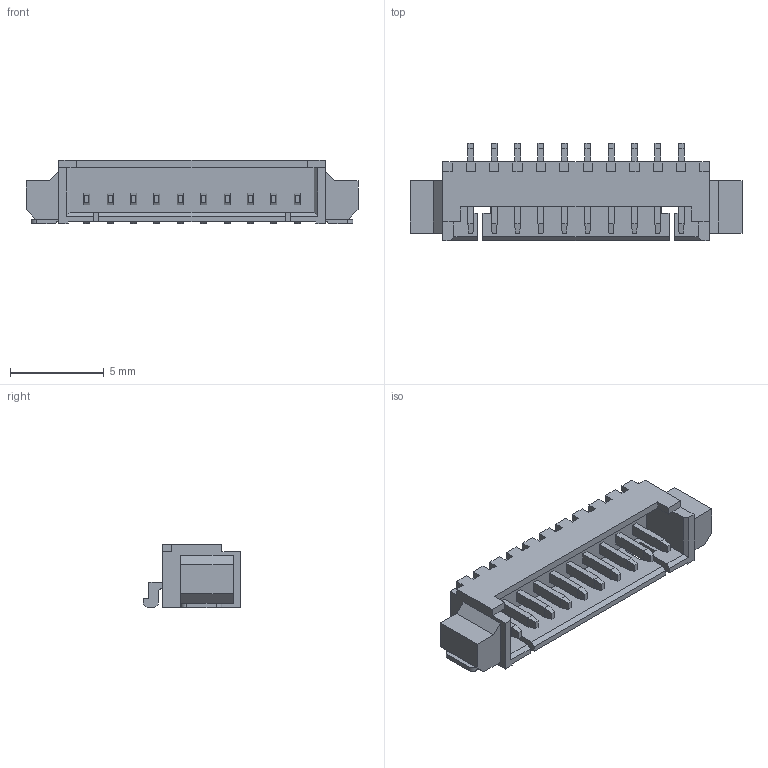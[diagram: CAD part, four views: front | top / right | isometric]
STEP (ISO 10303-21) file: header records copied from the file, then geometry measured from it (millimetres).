
FILE_DESCRIPTION(/* description */ ('model of Molex_PicoBlade_53261-1071_10x1.25mm_Angled.'),/* implementation_level */ FILE_NAME(/* name */ 'Molex_PicoBlade_53261-1071_10x1.25mm_Angled..stp',/* time_stamp */ '2017-02-22T17:09:10',/* author */ ('Rene Poeschl',''),/* organization */ (''),/* preprocessor_version */ '',/* originating_system */ '',/* authorisation */ '');
FILE_NAME(/* name */ 'Molex_PicoBlade_53261-1071_10x1.25mm_Angled..stp',/* time_stamp */ '2017-02-22T17:09:10',/* author */ ('Rene Poeschl',''),/* organization */ (''),/* preprocessor_version */ '',/* originating_system */ '',/* authorisation */ '');
FILE_SCHEMA(('AUTOMOTIVE_DESIGN_CC2 { 1 2 10303 214 -1 1 5 4 }'));
Length unit declared in the file: millimetre
Products named in the file (1): Molex_53261_1071
Bounding box: 17.75 x 5.2 x 3.4 mm (x, y, z)
Volume: 120 mm3; surface area: 409.6 mm2
Topology: 1 solids, 1 shells, 347 faces, 921 edges, 598 vertices
Faces by surface type: plane 327, cylinder 20
Entity records: 24850 total; most frequent: CARTESIAN_POINT 3937, DIRECTION 3359, LINE 2533, VECTOR 2533, ORIENTED_EDGE 1842, PCURVE 1842, DEFINITIONAL_REPRESENTATION 1842, EDGE_CURVE 921
